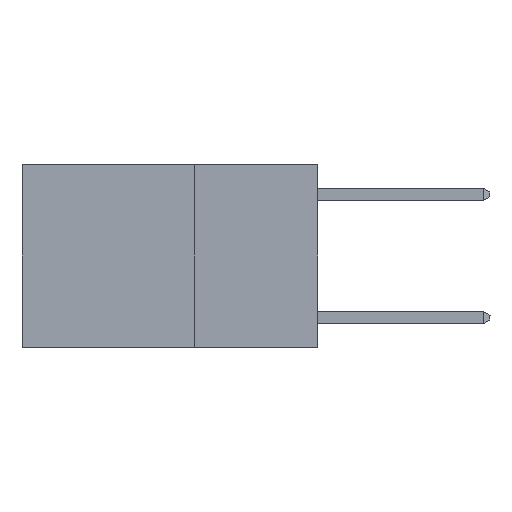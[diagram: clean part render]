
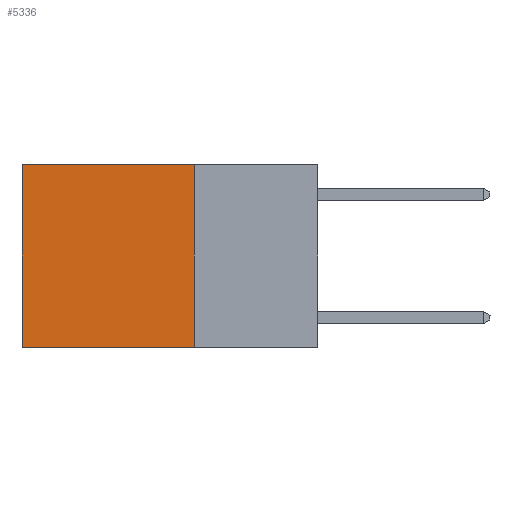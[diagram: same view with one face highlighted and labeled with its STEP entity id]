
A CAD part, left-side view. The second image highlights one B-rep face of the part: STEP entity #5336.
In plain terms, the highlighted planar face has unit normal (-1, 0, 0).
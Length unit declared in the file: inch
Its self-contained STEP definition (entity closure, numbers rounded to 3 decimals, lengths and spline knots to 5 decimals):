
#361 = ORIENTED_EDGE ( 'NONE', *, *, #11476, .T. ) ;
#2421 = EDGE_LOOP ( 'NONE', ( #10321, #10992, #17919, #361 ) ) ;
#2444 = LINE ( 'NONE', #12170, #5546 ) ;
#2735 = LINE ( 'NONE', #12533, #5631 ) ;
#2743 = CARTESIAN_POINT ( 'NONE',  ( 0.2625, 0.25, 0. ) ) ;
#4202 = LINE ( 'NONE', #8443, #6581 ) ;
#4532 = PLANE ( 'NONE',  #13064 ) ;
#4621 = VERTEX_POINT ( 'NONE', #12736 ) ;
#4623 = DIRECTION ( 'NONE',  ( 0., 0., -1. ) ) ;
#5117 = EDGE_CURVE ( 'NONE', #15200, #4621, #4202, .T. ) ;
#5336 = ADVANCED_FACE ( 'NONE', ( #12875 ), #4532, .F. ) ;
#5546 = VECTOR ( 'NONE', #16572, 39.37008 ) ;
#5631 = VECTOR ( 'NONE', #6559, 39.37008 ) ;
#5682 = VERTEX_POINT ( 'NONE', #10011 ) ;
#5952 = VERTEX_POINT ( 'NONE', #17738 ) ;
#5954 = CARTESIAN_POINT ( 'NONE',  ( 0.2625, 0.25, 0. ) ) ;
#6559 = DIRECTION ( 'NONE',  ( 0., 1., 0. ) ) ;
#6581 = VECTOR ( 'NONE', #9854, 39.37008 ) ;
#7789 = EDGE_CURVE ( 'NONE', #5952, #5682, #8452, .T. ) ;
#8443 = CARTESIAN_POINT ( 'NONE',  ( 0.2625, 0.25, 0. ) ) ;
#8452 = LINE ( 'NONE', #12366, #11617 ) ;
#9854 = DIRECTION ( 'NONE',  ( 0., 0., -1. ) ) ;
#10011 = CARTESIAN_POINT ( 'NONE',  ( 0.2625, 0.6, -0.37 ) ) ;
#10197 = DIRECTION ( 'NONE',  ( 1., 0., 0. ) ) ;
#10321 = ORIENTED_EDGE ( 'NONE', *, *, #7789, .T. ) ;
#10992 = ORIENTED_EDGE ( 'NONE', *, *, #15374, .F. ) ;
#11476 = EDGE_CURVE ( 'NONE', #15200, #5952, #2735, .T. ) ;
#11617 = VECTOR ( 'NONE', #12539, 39.37008 ) ;
#12170 = CARTESIAN_POINT ( 'NONE',  ( 0.2625, 0.25, -0.37 ) ) ;
#12366 = CARTESIAN_POINT ( 'NONE',  ( 0.2625, 0.6, 0. ) ) ;
#12533 = CARTESIAN_POINT ( 'NONE',  ( 0.2625, 0.25, 0. ) ) ;
#12539 = DIRECTION ( 'NONE',  ( 0., 0., -1. ) ) ;
#12736 = CARTESIAN_POINT ( 'NONE',  ( 0.2625, 0.25, -0.37 ) ) ;
#12875 = FACE_OUTER_BOUND ( 'NONE', #2421, .T. ) ;
#13064 = AXIS2_PLACEMENT_3D ( 'NONE', #5954, #10197, #4623 ) ;
#15200 = VERTEX_POINT ( 'NONE', #2743 ) ;
#15374 = EDGE_CURVE ( 'NONE', #4621, #5682, #2444, .T. ) ;
#16572 = DIRECTION ( 'NONE',  ( 0., 1., 0. ) ) ;
#17738 = CARTESIAN_POINT ( 'NONE',  ( 0.2625, 0.6, 0. ) ) ;
#17919 = ORIENTED_EDGE ( 'NONE', *, *, #5117, .F. ) ;
